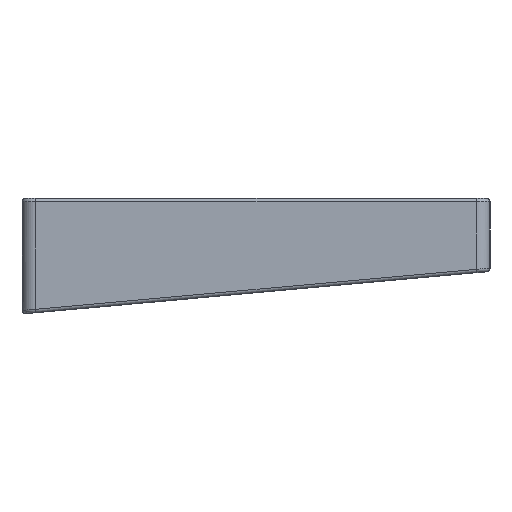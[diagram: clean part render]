
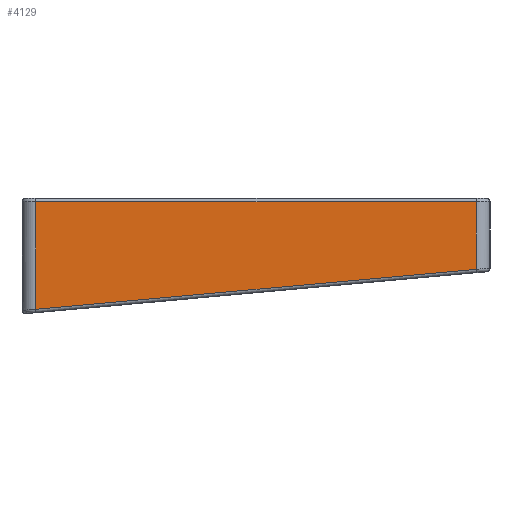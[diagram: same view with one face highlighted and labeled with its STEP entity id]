
A CAD part, left-side view. The second image highlights one B-rep face of the part: STEP entity #4129.
In plain terms, the highlighted planar face has unit normal (-1, 0, 0).
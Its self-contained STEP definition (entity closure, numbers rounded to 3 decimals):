
#3191=CARTESIAN_POINT('',(-1.468,-66.081,-26.632));
#3192=VERTEX_POINT('',#3191);
#3207=CARTESIAN_POINT('',(-1.468,-66.081,5.));
#3208=VERTEX_POINT('',#3207);
#3209=CARTESIAN_POINT('',(-1.468,-66.081,-5.));
#3210=DIRECTION('',(0.0,0.0,1.0));
#3211=VECTOR('',#3210,1.0);
#3212=LINE('',#3209,#3211);
#3213=EDGE_CURVE('',#3192,#3208,#3212,.T.);
#3372=CARTESIAN_POINT('',(-1.468,-195.642,-14.859));
#3373=VERTEX_POINT('',#3372);
#3374=CARTESIAN_POINT('',(-1.468,-195.642,5.));
#3375=VERTEX_POINT('',#3374);
#3376=CARTESIAN_POINT('',(-1.468,-195.642,-5.));
#3377=DIRECTION('',(0.0,0.0,1.0));
#3378=VECTOR('',#3377,1.0);
#3379=LINE('',#3376,#3378);
#3380=EDGE_CURVE('',#3373,#3375,#3379,.T.);
#4108=CARTESIAN_POINT('',(-1.468,-66.081,-5.));
#4109=DIRECTION('',(-1.0,0.0,0.0));
#4110=DIRECTION('',(0.0,0.0,1.0));
#4111=AXIS2_PLACEMENT_3D('',#4108,#4109,#4110);
#4112=PLANE('',#4111);
#4113=ORIENTED_EDGE('',*,*,#3213,.F.);
#4114=CARTESIAN_POINT('',(-1.468,-195.551,-14.868));
#4115=DIRECTION('',(0.0,0.996,-0.09));
#4116=VECTOR('',#4115,1.);
#4117=LINE('',#4114,#4116);
#4118=EDGE_CURVE('',#3192,#3373,#4117,.F.);
#4119=ORIENTED_EDGE('',*,*,#4118,.T.);
#4120=ORIENTED_EDGE('',*,*,#3380,.T.);
#4121=CARTESIAN_POINT('',(-1.468,-66.081,5.0));
#4122=DIRECTION('',(0.0,-1.0,0.0));
#4123=VECTOR('',#4122,1.0);
#4124=LINE('',#4121,#4123);
#4125=EDGE_CURVE('',#3375,#3208,#4124,.F.);
#4126=ORIENTED_EDGE('',*,*,#4125,.T.);
#4127=EDGE_LOOP('',(#4113,#4119,#4120,#4126));
#4128=FACE_OUTER_BOUND('',#4127,.T.);
#4129=ADVANCED_FACE('',(#4128),#4112,.T.);
